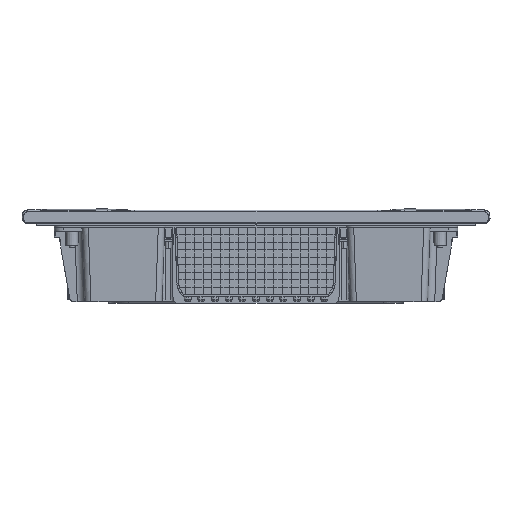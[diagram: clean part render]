
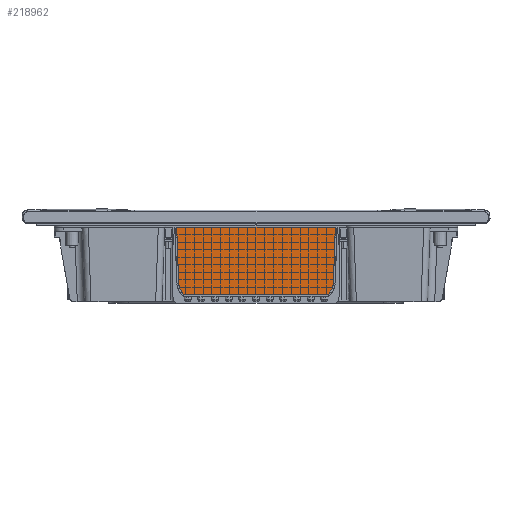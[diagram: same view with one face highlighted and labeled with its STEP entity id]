
A CAD part, front view. The second image highlights one B-rep face of the part: STEP entity #218962.
In plain terms, the highlighted planar face has unit normal (0, -0.999, -0.035).
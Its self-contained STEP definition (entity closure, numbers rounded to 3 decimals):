
#2638 = ORIENTED_EDGE ( 'NONE', *, *, #35037, .F. ) ;
#3798 = EDGE_CURVE ( 'NONE', #210758, #161842, #241619, .T. ) ;
#5578 = CARTESIAN_POINT ( 'NONE',  ( -86.98, -131.826, 81.501 ) ) ;
#8345 = EDGE_CURVE ( 'NONE', #177714, #130415, #245736, .T. ) ;
#11579 = AXIS2_PLACEMENT_3D ( 'NONE', #181421, #29872, #68369 ) ;
#12657 = CARTESIAN_POINT ( 'NONE',  ( 81.849, -129.386, 11.619 ) ) ;
#13901 = CARTESIAN_POINT ( 'NONE',  ( 81.493, -129.368, 11.107 ) ) ;
#15468 = ORIENTED_EDGE ( 'NONE', *, *, #172576, .F. ) ;
#15875 = EDGE_CURVE ( 'NONE', #88867, #43779, #150238, .T. ) ;
#17060 = VERTEX_POINT ( 'NONE', #110748 ) ;
#27680 = CARTESIAN_POINT ( 'NONE',  ( 84.846, -129.692, 20.39 ) ) ;
#28175 = B_SPLINE_CURVE_WITH_KNOTS ( 'NONE', 3,
 ( #163543, #144904, #239320, #200889, #30628, #122591, #238112, #182195, #106399, #235648, #126248, #69138, #220696, #202108, #123812, #31847, #107601, #162341, #46819 ),
 .UNSPECIFIED., .F., .F.,
 ( 4, 3, 3, 3, 3, 3, 4 ),
 ( 0., 0.207, 0.339, 0.472, 0.736, 0.868, 1. ),
 .UNSPECIFIED. ) ;
#29872 = DIRECTION ( 'NONE',  ( 0., 0.999, 0.035 ) ) ;
#30628 = CARTESIAN_POINT ( 'NONE',  ( -81.492, -129.368, 11.105 ) ) ;
#31343 = CARTESIAN_POINT ( 'NONE',  ( 81.112, -129.351, 10.613 ) ) ;
#31847 = CARTESIAN_POINT ( 'NONE',  ( -84.704, -129.648, 19.144 ) ) ;
#35037 = EDGE_CURVE ( 'NONE', #17060, #177714, #28175, .T. ) ;
#37027 = DIRECTION ( 'NONE',  ( -0.035, -0.035, 0.999 ) ) ;
#37181 = DIRECTION ( 'NONE',  ( -1., 0., 0. ) ) ;
#42289 = B_SPLINE_CURVE_WITH_KNOTS ( 'NONE', 3,
 ( #102200, #27680, #84812, #236362, #66198, #217770, #47533, #123293, #242481, #205273, #73534, #243710, #169182, #12657, #13901, #31343, #164250, #166707, #88474 ),
 .UNSPECIFIED., .F., .F.,
 ( 4, 3, 3, 3, 3, 3, 4 ),
 ( 0., 0.133, 0.266, 0.53, 0.662, 0.794, 1. ),
 .UNSPECIFIED. ) ;
#43779 = VERTEX_POINT ( 'NONE', #221348 ) ;
#44610 = CIRCLE ( 'NONE', #215249, 2.049 ) ;
#45925 = CARTESIAN_POINT ( 'NONE',  ( 50., -130.152, 33.551 ) ) ;
#46819 = CARTESIAN_POINT ( 'NONE',  ( -84.868, -129.714, 21.019 ) ) ;
#47533 = CARTESIAN_POINT ( 'NONE',  ( 84.346, -129.584, 17.297 ) ) ;
#62900 = VECTOR ( 'NONE', #219326, 1000. ) ;
#63374 = DIRECTION ( 'NONE',  ( 0., -0.999, -0.035 ) ) ;
#66198 = CARTESIAN_POINT ( 'NONE',  ( 84.617, -129.627, 18.522 ) ) ;
#68369 = DIRECTION ( 'NONE',  ( 0., 0.035, -0.999 ) ) ;
#69138 = CARTESIAN_POINT ( 'NONE',  ( -84.045, -129.542, 16.085 ) ) ;
#71373 = CARTESIAN_POINT ( 'NONE',  ( 79.143, -129.275, 8.452 ) ) ;
#73534 = CARTESIAN_POINT ( 'NONE',  ( 82.808, -129.442, 13.231 ) ) ;
#78526 = VECTOR ( 'NONE', #37181, 1000. ) ;
#84812 = CARTESIAN_POINT ( 'NONE',  ( 84.791, -129.67, 19.764 ) ) ;
#85663 = PLANE ( 'NONE',  #128042 ) ;
#86400 = CARTESIAN_POINT ( 'NONE',  ( 87.048, -131.894, 83.449 ) ) ;
#88474 = CARTESIAN_POINT ( 'NONE',  ( 79.143, -129.275, 8.452 ) ) ;
#88867 = VERTEX_POINT ( 'NONE', #177614 ) ;
#94315 = CARTESIAN_POINT ( 'NONE',  ( 77.745, -129.256, 7.901 ) ) ;
#96027 = FACE_OUTER_BOUND ( 'NONE', #201095, .T. ) ;
#96607 = CARTESIAN_POINT ( 'NONE',  ( -84.868, -129.714, 21.019 ) ) ;
#100251 = DIRECTION ( 'NONE',  ( 0., 0.035, -0.999 ) ) ;
#100261 = ORIENTED_EDGE ( 'NONE', *, *, #8345, .F. ) ;
#101834 = DIRECTION ( 'NONE',  ( -1., 0., 0. ) ) ;
#102200 = CARTESIAN_POINT ( 'NONE',  ( 84.868, -129.714, 21.019 ) ) ;
#102912 = CIRCLE ( 'NONE', #11579, 2.049 ) ;
#106399 = CARTESIAN_POINT ( 'NONE',  ( -82.81, -129.442, 13.235 ) ) ;
#107601 = CARTESIAN_POINT ( 'NONE',  ( -84.791, -129.67, 19.765 ) ) ;
#110748 = CARTESIAN_POINT ( 'NONE',  ( -79.143, -129.275, 8.452 ) ) ;
#111755 = VECTOR ( 'NONE', #37027, 1000. ) ;
#119881 = EDGE_CURVE ( 'NONE', #43779, #17060, #102912, .T. ) ;
#120506 = CARTESIAN_POINT ( 'NONE',  ( -84.868, -129.714, 21.019 ) ) ;
#122591 = CARTESIAN_POINT ( 'NONE',  ( -81.847, -129.386, 11.617 ) ) ;
#123293 = CARTESIAN_POINT ( 'NONE',  ( 84.047, -129.542, 16.095 ) ) ;
#123812 = CARTESIAN_POINT ( 'NONE',  ( -84.617, -129.627, 18.522 ) ) ;
#126248 = CARTESIAN_POINT ( 'NONE',  ( -83.623, -129.501, 14.918 ) ) ;
#128042 = AXIS2_PLACEMENT_3D ( 'NONE', #45925, #63374, #101834 ) ;
#130415 = VERTEX_POINT ( 'NONE', #5578 ) ;
#132468 = ORIENTED_EDGE ( 'NONE', *, *, #119881, .F. ) ;
#139978 = CARTESIAN_POINT ( 'NONE',  ( 77.745, -129.327, 9.949 ) ) ;
#144480 = ORIENTED_EDGE ( 'NONE', *, *, #15875, .F. ) ;
#144904 = CARTESIAN_POINT ( 'NONE',  ( -79.861, -129.298, 9.121 ) ) ;
#150238 = LINE ( 'NONE', #94315, #78526 ) ;
#152271 = EDGE_CURVE ( 'NONE', #130415, #210758, #157520, .T. ) ;
#153626 = ORIENTED_EDGE ( 'NONE', *, *, #3798, .F. ) ;
#157520 = LINE ( 'NONE', #194851, #179826 ) ;
#161842 = VERTEX_POINT ( 'NONE', #198148 ) ;
#162341 = CARTESIAN_POINT ( 'NONE',  ( -84.846, -129.692, 20.39 ) ) ;
#163543 = CARTESIAN_POINT ( 'NONE',  ( -79.143, -129.275, 8.452 ) ) ;
#164250 = CARTESIAN_POINT ( 'NONE',  ( 80.517, -129.324, 9.843 ) ) ;
#166707 = CARTESIAN_POINT ( 'NONE',  ( 79.859, -129.298, 9.12 ) ) ;
#167660 = ORIENTED_EDGE ( 'NONE', *, *, #152271, .F. ) ;
#169182 = CARTESIAN_POINT ( 'NONE',  ( 82.177, -129.404, 12.15 ) ) ;
#171046 = CARTESIAN_POINT ( 'NONE',  ( 86.98, -131.826, 81.501 ) ) ;
#172576 = EDGE_CURVE ( 'NONE', #161842, #234898, #42289, .T. ) ;
#177614 = CARTESIAN_POINT ( 'NONE',  ( 77.745, -129.256, 7.901 ) ) ;
#177714 = VERTEX_POINT ( 'NONE', #120506 ) ;
#178627 = DIRECTION ( 'NONE',  ( 1., 0., 0. ) ) ;
#179826 = VECTOR ( 'NONE', #178627, 1000. ) ;
#181421 = CARTESIAN_POINT ( 'NONE',  ( -77.745, -129.327, 9.949 ) ) ;
#182195 = CARTESIAN_POINT ( 'NONE',  ( -82.507, -129.423, 12.682 ) ) ;
#193819 = ORIENTED_EDGE ( 'NONE', *, *, #230933, .F. ) ;
#194851 = CARTESIAN_POINT ( 'NONE',  ( -88.071, -131.826, 81.501 ) ) ;
#198148 = CARTESIAN_POINT ( 'NONE',  ( 84.868, -129.714, 21.019 ) ) ;
#200889 = CARTESIAN_POINT ( 'NONE',  ( -81.112, -129.351, 10.613 ) ) ;
#201095 = EDGE_LOOP ( 'NONE', ( #153626, #167660, #100261, #2638, #132468, #144480, #193819, #15468 ) ) ;
#202108 = CARTESIAN_POINT ( 'NONE',  ( -84.497, -129.605, 17.903 ) ) ;
#205273 = CARTESIAN_POINT ( 'NONE',  ( 83.081, -129.462, 13.796 ) ) ;
#210758 = VERTEX_POINT ( 'NONE', #171046 ) ;
#215249 = AXIS2_PLACEMENT_3D ( 'NONE', #139978, #236844, #100251 ) ;
#217770 = CARTESIAN_POINT ( 'NONE',  ( 84.497, -129.605, 17.905 ) ) ;
#218962 = ADVANCED_FACE ( 'NONE', ( #96027 ), #85663, .T. ) ;
#219326 = DIRECTION ( 'NONE',  ( -0.035, 0.035, -0.999 ) ) ;
#220696 = CARTESIAN_POINT ( 'NONE',  ( -84.346, -129.584, 17.297 ) ) ;
#221348 = CARTESIAN_POINT ( 'NONE',  ( -77.745, -129.256, 7.901 ) ) ;
#230933 = EDGE_CURVE ( 'NONE', #234898, #88867, #44610, .T. ) ;
#234898 = VERTEX_POINT ( 'NONE', #71373 ) ;
#235648 = CARTESIAN_POINT ( 'NONE',  ( -83.081, -129.462, 13.796 ) ) ;
#236362 = CARTESIAN_POINT ( 'NONE',  ( 84.704, -129.648, 19.144 ) ) ;
#236844 = DIRECTION ( 'NONE',  ( 0., 0.999, 0.035 ) ) ;
#238112 = CARTESIAN_POINT ( 'NONE',  ( -82.177, -129.404, 12.15 ) ) ;
#239320 = CARTESIAN_POINT ( 'NONE',  ( -80.517, -129.324, 9.842 ) ) ;
#241619 = LINE ( 'NONE', #86400, #62900 ) ;
#242481 = CARTESIAN_POINT ( 'NONE',  ( 83.624, -129.501, 14.919 ) ) ;
#243710 = CARTESIAN_POINT ( 'NONE',  ( 82.506, -129.423, 12.681 ) ) ;
#245736 = LINE ( 'NONE', #96607, #111755 ) ;
